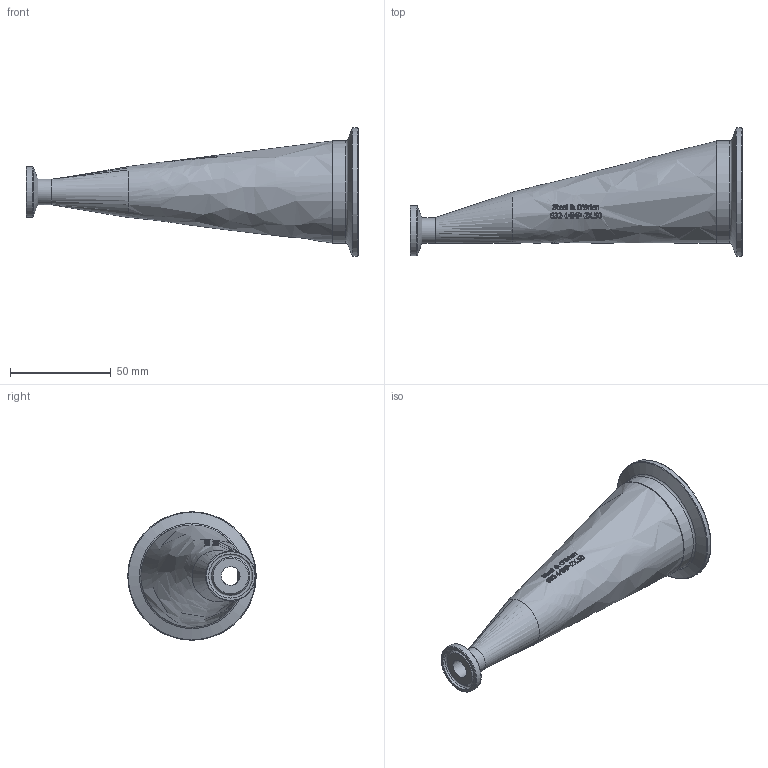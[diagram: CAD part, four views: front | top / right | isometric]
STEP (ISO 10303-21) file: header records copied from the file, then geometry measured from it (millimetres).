
FILE_DESCRIPTION(/* description */ (''),/* implementation_level */ '2;1');
FILE_NAME(/* name */ 'S32-14MP-2X.50.stp',/* time_stamp */ '2018-11-27T13:36:36-05:00',/* author */ ('rick'),/* organization */ (''),/* preprocessor_version */ 'ST-DEVELOPER v15.2',/* originating_system */ 'Autodesk Inventor 2014',/* authorisation */ '');
FILE_SCHEMA (('AUTOMOTIVE_DESIGN { 1 0 10303 214 3 1 1 }'));
Length unit declared in the file: inch
Products named in the file (1): S32-14MP-2X.50
Bounding box: 165.1 x 63.91 x 63.91 mm (x, y, z)
Volume: 32019.2 mm3; surface area: 36289.4 mm2
Topology: 1 solids, 1 shells, 480 faces, 1309 edges, 866 vertices
Faces by surface type: bspline 264, plane 190, torus 14, cylinder 7, cone 5
Full cylindrical faces by diameter (mm): 9.398 x1, 12.7 x1, 21.895 x1, 24.994 x1, 47.498 x1, 50.8 x1, 63.906 x1
Entity records: 19241 total; most frequent: CARTESIAN_POINT 9243, ORIENTED_EDGE 2562, EDGE_CURVE 1281, DIRECTION 1148, VERTEX_POINT 864, B_SPLINE_CURVE_WITH_KNOTS 652, EDGE_LOOP 543, ADVANCED_FACE 480
